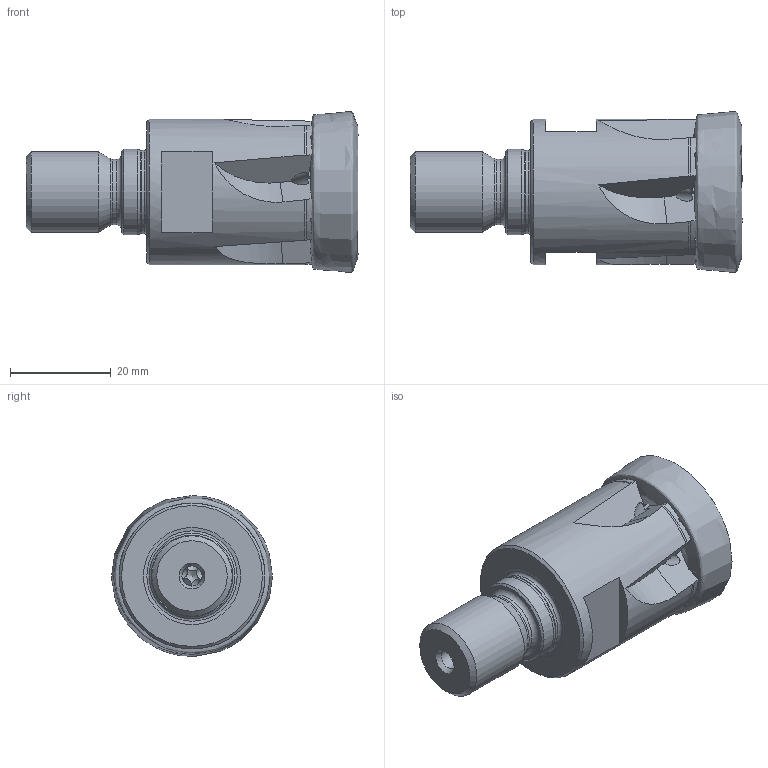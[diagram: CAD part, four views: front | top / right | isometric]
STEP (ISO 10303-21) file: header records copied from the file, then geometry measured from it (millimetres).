
FILE_DESCRIPTION (( 'STEP AP214' ), '1' );
FILE_NAME ('ESF-32-M16-542-5.STEP', '2013-09-18T11:54:07', ( '' ), ( '' ), 'SwSTEP 2.0', 'SolidWorks 2013', '' );
FILE_SCHEMA (( 'AUTOMOTIVE_DESIGN' ));
Length unit declared in the file: millimetre
Products named in the file (1): ESF-32-M16-542-5
Bounding box: 66 x 31.98 x 31.97 mm (x, y, z)
Volume: 29408.9 mm3; surface area: 8522.2 mm2
Topology: 1 solids, 1 shells, 143 faces, 438 edges, 283 vertices
Faces by surface type: plane 81, cylinder 26, cone 20, bspline 12, torus 4
Full cylindrical faces by diameter (mm): 2.5 x5, 4 x1, 13 x1, 16 x1, 16.6 x1, 17 x1, 29 x1
Entity records: 6682 total; most frequent: CARTESIAN_POINT 3409, ORIENTED_EDGE 788, DIRECTION 494, EDGE_CURVE 394, VERTEX_POINT 269, AXIS2_PLACEMENT_3D 190, B_SPLINE_CURVE_WITH_KNOTS 176, EDGE_LOOP 175
